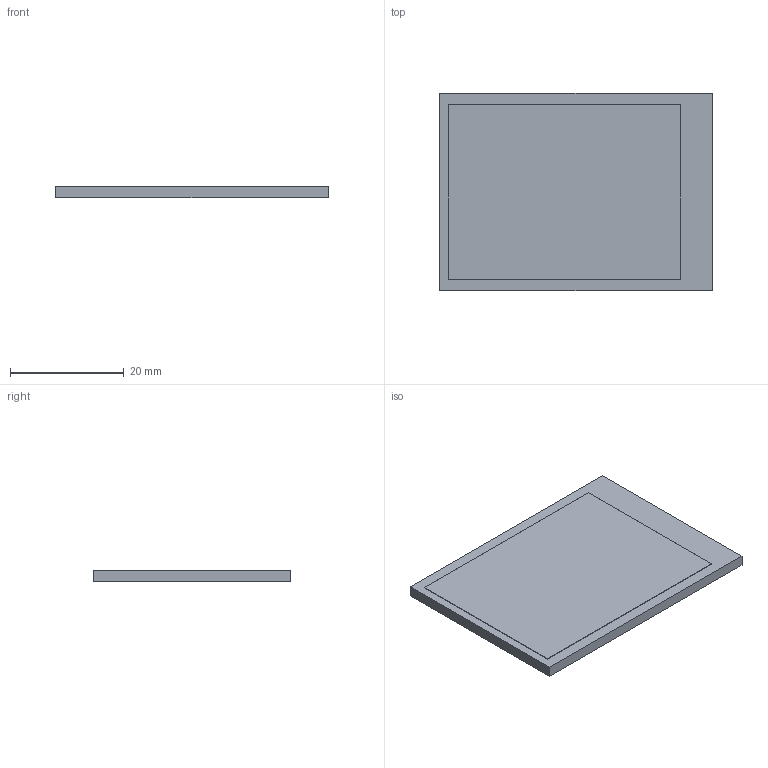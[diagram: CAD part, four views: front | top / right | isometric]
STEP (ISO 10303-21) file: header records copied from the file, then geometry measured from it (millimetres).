
FILE_DESCRIPTION(('FreeCAD Model'),'2;1');
FILE_NAME('Open CASCADE Shape Model','2023-12-15T19:45:11',(''),(''), 'Open CASCADE STEP processor 7.6','FreeCAD','Unknown');
FILE_SCHEMA(('AUTOMOTIVE_DESIGN { 1 0 10303 214 1 1 1 1 }'));
Length unit declared in the file: millimetre
Products named in the file (1): Fusion
Bounding box: 47.8 x 34.6 x 2.05 mm (x, y, z)
Volume: 3349.9 mm3; surface area: 3643.4 mm2
Topology: 1 solids, 1 shells, 12 faces, 28 edges, 20 vertices
Faces by surface type: plane 12
Entity records: 416 total; most frequent: CARTESIAN_POINT 61, ORIENTED_EDGE 56, DIRECTION 54, EDGE_CURVE 28, LINE 28, VECTOR 28, VERTEX_POINT 20, FACE_BOUND 14
